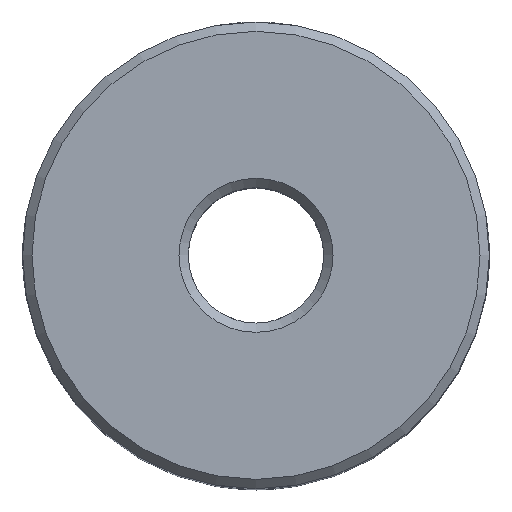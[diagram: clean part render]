
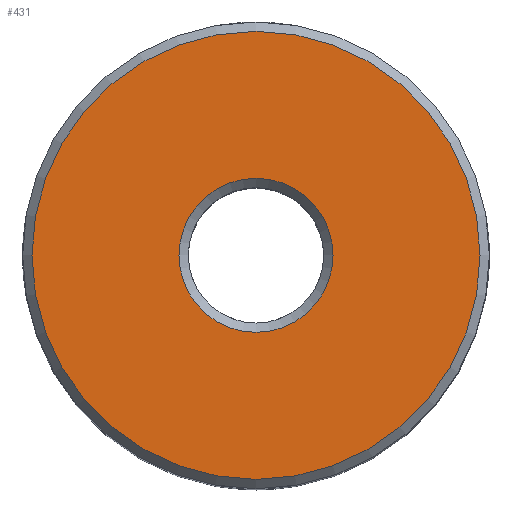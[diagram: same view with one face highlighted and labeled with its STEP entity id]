
A CAD part, top view. The second image highlights one B-rep face of the part: STEP entity #431.
In plain terms, the highlighted planar face has unit normal (0, 0, 1).
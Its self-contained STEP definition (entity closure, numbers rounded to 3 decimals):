
#75=FACE_BOUND('',#119,.T.);
#78=PLANE('',#472);
#87=FACE_OUTER_BOUND('',#118,.T.);
#118=EDGE_LOOP('',(#360));
#119=EDGE_LOOP('',(#361));
#175=CIRCLE('',#468,8.25);
#178=CIRCLE('',#473,24.);
#215=VERTEX_POINT('',#1061);
#224=VERTEX_POINT('',#1218);
#268=EDGE_CURVE('',#215,#215,#175,.T.);
#280=EDGE_CURVE('',#224,#224,#178,.T.);
#360=ORIENTED_EDGE('',*,*,#280,.F.);
#361=ORIENTED_EDGE('',*,*,#268,.F.);
#431=ADVANCED_FACE('',(#87,#75),#78,.T.);
#468=AXIS2_PLACEMENT_3D('',#1062,#517,#518);
#472=AXIS2_PLACEMENT_3D('',#1217,#528,#529);
#473=AXIS2_PLACEMENT_3D('',#1219,#530,#531);
#517=DIRECTION('center_axis',(0.,0.,1.));
#518=DIRECTION('ref_axis',(0.,-1.,0.));
#528=DIRECTION('center_axis',(0.,0.,1.));
#529=DIRECTION('ref_axis',(0.,1.,0.));
#530=DIRECTION('center_axis',(0.,0.,-1.));
#531=DIRECTION('ref_axis',(0.,1.,0.));
#1061=CARTESIAN_POINT('',(0.,8.25,23.));
#1062=CARTESIAN_POINT('Origin',(0.,0.,23.));
#1217=CARTESIAN_POINT('Origin',(0.,0.,23.));
#1218=CARTESIAN_POINT('',(0.,-24.,23.));
#1219=CARTESIAN_POINT('Origin',(0.,0.,23.));
